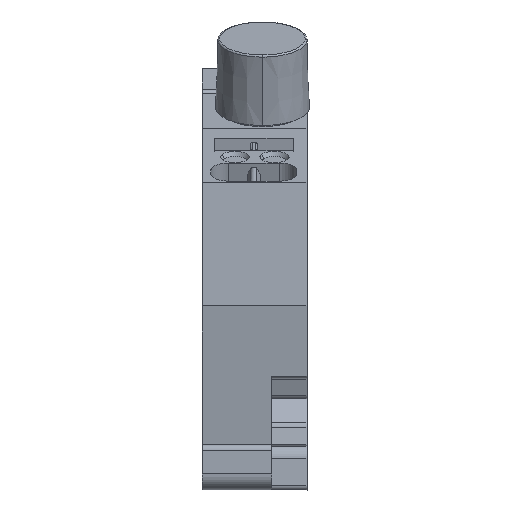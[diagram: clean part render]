
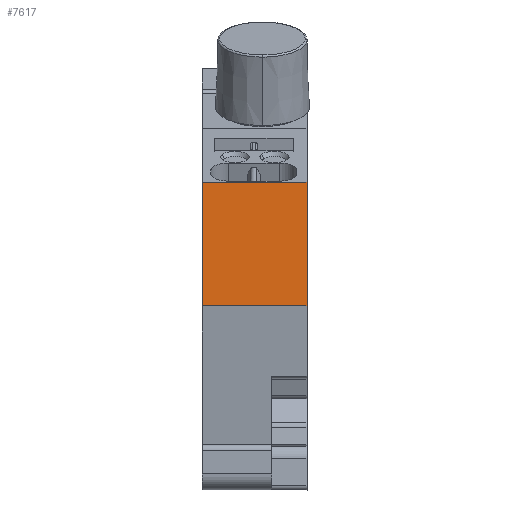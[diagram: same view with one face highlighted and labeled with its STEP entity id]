
A CAD part, front view. The second image highlights one B-rep face of the part: STEP entity #7617.
In plain terms, the highlighted planar face has unit normal (0, -1, 0).
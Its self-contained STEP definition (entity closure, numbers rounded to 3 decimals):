
#7604=AXIS2_PLACEMENT_3D('Plane Axis2P3D',#7601,#7602,#7603) ;
#723=CARTESIAN_POINT('Vertex',(12.2,0.,21.482)) ;
#726=CARTESIAN_POINT('Line Origine',(6.1,0.,21.482)) ;
#730=CARTESIAN_POINT('Vertex',(0.,0.,21.482)) ;
#1985=CARTESIAN_POINT('Vertex',(12.2,0.,35.924)) ;
#1988=CARTESIAN_POINT('Line Origine',(12.2,0.,28.703)) ;
#3373=CARTESIAN_POINT('Line Origine',(0.,0.,28.703)) ;
#3377=CARTESIAN_POINT('Vertex',(0.,0.,35.924)) ;
#7601=CARTESIAN_POINT('Axis2P3D Location',(0.,0.,21.482)) ;
#7606=CARTESIAN_POINT('Line Origine',(6.1,0.,35.924)) ;
#727=DIRECTION('Vector Direction',(-1.,0.,0.)) ;
#1989=DIRECTION('Vector Direction',(0.,0.,1.)) ;
#3374=DIRECTION('Vector Direction',(0.,0.,1.)) ;
#7602=DIRECTION('Axis2P3D Direction',(0.,-1.,0.)) ;
#7603=DIRECTION('Axis2P3D XDirection',(0.,0.,1.)) ;
#7607=DIRECTION('Vector Direction',(-1.,0.,0.)) ;
#728=VECTOR('Line Direction',#727,1.) ;
#1990=VECTOR('Line Direction',#1989,1.) ;
#3375=VECTOR('Line Direction',#3374,1.) ;
#7608=VECTOR('Line Direction',#7607,1.) ;
#7612=ORIENTED_EDGE('',*,*,#732,.F.) ;
#7613=ORIENTED_EDGE('',*,*,#1992,.T.) ;
#7614=ORIENTED_EDGE('',*,*,#7610,.T.) ;
#7615=ORIENTED_EDGE('',*,*,#3379,.F.) ;
#7617=ADVANCED_FACE('KLTR_ZDU_6_2.1\\Grundk\X2\00F6\X0\rper',(#7616),#7605,.T.) ;
#732=EDGE_CURVE('',#724,#731,#729,.T.) ;
#1992=EDGE_CURVE('',#724,#1986,#1991,.T.) ;
#3379=EDGE_CURVE('',#731,#3378,#3376,.T.) ;
#7610=EDGE_CURVE('',#1986,#3378,#7609,.T.) ;
#7611=EDGE_LOOP('',(#7612,#7613,#7614,#7615)) ;
#7616=FACE_OUTER_BOUND('',#7611,.T.) ;
#729=LINE('Line',#726,#728) ;
#1991=LINE('Line',#1988,#1990) ;
#3376=LINE('Line',#3373,#3375) ;
#7609=LINE('Line',#7606,#7608) ;
#7605=PLANE('',#7604) ;
#724=VERTEX_POINT('',#723) ;
#731=VERTEX_POINT('',#730) ;
#1986=VERTEX_POINT('',#1985) ;
#3378=VERTEX_POINT('',#3377) ;
